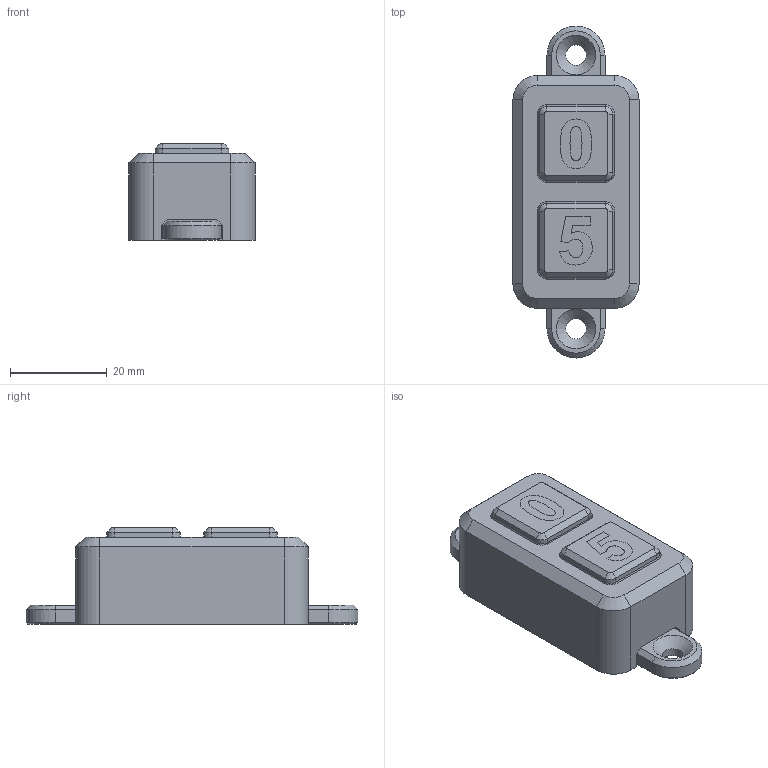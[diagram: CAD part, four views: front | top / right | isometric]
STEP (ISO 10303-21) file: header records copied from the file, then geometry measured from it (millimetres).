
FILE_DESCRIPTION(/* description */ (''),/* implementation_level */ '2;1');
FILE_NAME(/* name */ 'Delay_Door_Switch_Case.step',/* time_stamp */ '2022-05-10T12:40:42-04:00',/* author */ (''),/* organization */ (''),/* preprocessor_version */ 'ST-DEVELOPER v18.1',/* originating_system */ 'Autodesk Translation Framework v10.14.0.1471',/* authorisation */ '');
FILE_SCHEMA (('AUTOMOTIVE_DESIGN { 1 0 10303 214 3 1 1 }'));
Length unit declared in the file: millimetre
Products named in the file (2): Switch_Box; Numbers
Assembly tree (1 placements, depth 2):
  Switch_Box
    Numbers
Bounding box: 26 x 68.5 x 20 mm (x, y, z)
Volume: 12917.9 mm3; surface area: 13488.2 mm2
Topology: 6 solids, 6 shells, 462 faces, 1171 edges, 730 vertices
Faces by surface type: plane 198, cylinder 126, bspline 72, cone 66
Full cylindrical faces by diameter (mm): 2.075 x6, 2.58 x6, 4 x1, 4.2 x2, 6 x2
Entity records: 16569 total; most frequent: CARTESIAN_POINT 5900, ORIENTED_EDGE 2342, DIRECTION 1955, EDGE_CURVE 1171, VERTEX_POINT 730, LINE 705, VECTOR 705, AXIS2_PLACEMENT_3D 625
